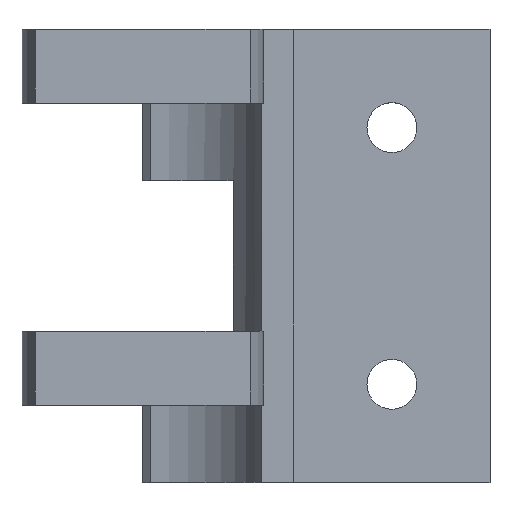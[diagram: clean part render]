
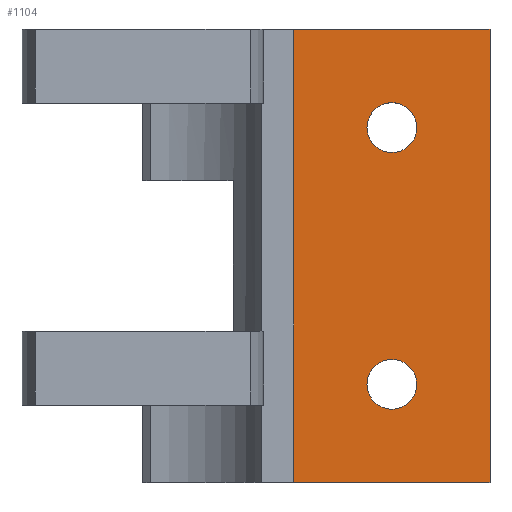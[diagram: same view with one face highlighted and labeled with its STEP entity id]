
A CAD part, top view. The second image highlights one B-rep face of the part: STEP entity #1104.
In plain terms, the highlighted planar face has unit normal (0, 0, 1).
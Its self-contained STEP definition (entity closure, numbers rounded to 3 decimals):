
#37=CIRCLE('',#1159,1.65);
#39=CIRCLE('',#1162,1.65);
#326=ORIENTED_EDGE('',*,*,#497,.F.);
#327=ORIENTED_EDGE('',*,*,#505,.T.);
#328=ORIENTED_EDGE('',*,*,#506,.F.);
#329=ORIENTED_EDGE('',*,*,#378,.T.);
#330=ORIENTED_EDGE('',*,*,#460,.T.);
#331=ORIENTED_EDGE('',*,*,#463,.T.);
#378=EDGE_CURVE('',#531,#530,#635,.T.);
#460=EDGE_CURVE('',#590,#590,#37,.T.);
#463=EDGE_CURVE('',#592,#592,#39,.T.);
#497=EDGE_CURVE('',#608,#530,#735,.T.);
#505=EDGE_CURVE('',#608,#612,#741,.T.);
#506=EDGE_CURVE('',#531,#612,#742,.T.);
#530=VERTEX_POINT('',#1536);
#531=VERTEX_POINT('',#1538);
#590=VERTEX_POINT('',#1697);
#592=VERTEX_POINT('',#1703);
#608=VERTEX_POINT('',#1773);
#612=VERTEX_POINT('',#1793);
#635=LINE('',#1537,#767);
#735=LINE('',#1774,#867);
#741=LINE('',#1792,#873);
#742=LINE('',#1794,#874);
#767=VECTOR('',#1233,1000.);
#867=VECTOR('',#1451,1000.);
#873=VECTOR('',#1475,1000.);
#874=VECTOR('',#1476,1000.);
#936=EDGE_LOOP('',(#326,#327,#328,#329));
#937=EDGE_LOOP('',(#330));
#938=EDGE_LOOP('',(#331));
#1002=FACE_BOUND('',#936,.T.);
#1003=FACE_BOUND('',#937,.T.);
#1004=FACE_BOUND('',#938,.T.);
#1050=PLANE('',#1194);
#1104=ADVANCED_FACE('',(#1002,#1003,#1004),#1050,.T.);
#1159=AXIS2_PLACEMENT_3D('',#1698,#1366,#1367);
#1162=AXIS2_PLACEMENT_3D('',#1704,#1373,#1374);
#1194=AXIS2_PLACEMENT_3D('',#1791,#1473,#1474);
#1233=DIRECTION('',(1.,0.,0.));
#1366=DIRECTION('',(0.,0.,-1.));
#1367=DIRECTION('',(-1.,0.,0.));
#1373=DIRECTION('',(0.,0.,-1.));
#1374=DIRECTION('',(-1.,0.,0.));
#1451=DIRECTION('',(0.,-1.,0.));
#1473=DIRECTION('',(0.,0.,1.));
#1474=DIRECTION('',(1.,0.,0.));
#1475=DIRECTION('',(-1.,0.,0.));
#1476=DIRECTION('',(0.,1.,0.));
#1536=CARTESIAN_POINT('',(23.,0.,-6.));
#1537=CARTESIAN_POINT('',(16.5,0.,-6.));
#1538=CARTESIAN_POINT('',(10.,0.,-6.));
#1697=CARTESIAN_POINT('',(14.85,6.5,-6.));
#1698=CARTESIAN_POINT('',(16.5,6.5,-6.));
#1703=CARTESIAN_POINT('',(14.85,23.5,-6.));
#1704=CARTESIAN_POINT('',(16.5,23.5,-6.));
#1773=CARTESIAN_POINT('',(23.,30.,-6.));
#1774=CARTESIAN_POINT('',(23.,15.,-6.));
#1791=CARTESIAN_POINT('',(9.999,-0.001,-6.));
#1792=CARTESIAN_POINT('',(16.5,30.,-6.));
#1793=CARTESIAN_POINT('',(10.,30.,-6.));
#1794=CARTESIAN_POINT('',(10.,15.,-6.));
